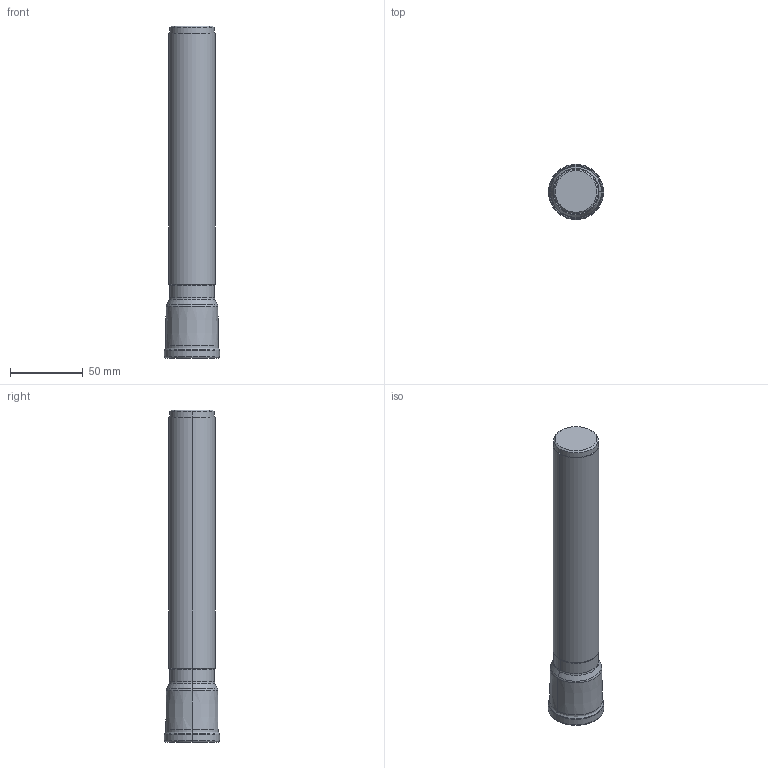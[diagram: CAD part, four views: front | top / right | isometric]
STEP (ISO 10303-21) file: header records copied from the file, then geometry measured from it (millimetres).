
FILE_DESCRIPTION(/* description */ (''),/* implementation_level */ '2;1');
FILE_NAME(/* name */ 'WWX200UR2404SA20L_IR0_031.stp',/* time_stamp */ '2023-03-24T14:28:12+09:00',/* author */ (''),/* organization */ (''),/* preprocessor_version */ 'ST-DEVELOPER v16',/* originating_system */ 'SIEMENS PLM Software NX 10.0',/* authorisation */ '');
FILE_SCHEMA (('AUTOMOTIVE_DESIGN { 1 0 10303 214 3 1 1 1 }'));
Length unit declared in the file: millimetre
Products named in the file (1): WWX200UR2404SA20L_IR0_031_ASM
Bounding box: 38.1 x 38.1 x 228.6 mm (x, y, z)
Volume: 193200.7 mm3; surface area: 27844.1 mm2
Topology: 2 solids, 2 shells, 57 faces, 134 edges, 95 vertices
Faces by surface type: torus 24, cone 18, cylinder 10, plane 5
Entity records: 1776 total; most frequent: DIRECTION 364, CARTESIAN_POINT 270, ORIENTED_EDGE 244, AXIS2_PLACEMENT_3D 165, EDGE_CURVE 122, CIRCLE 100, VERTEX_POINT 70, EDGE_LOOP 60
